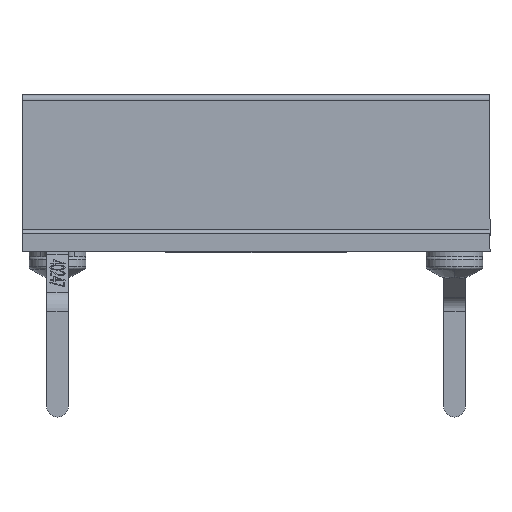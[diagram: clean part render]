
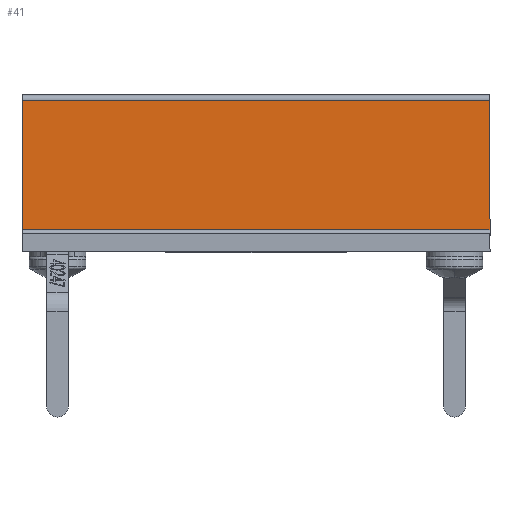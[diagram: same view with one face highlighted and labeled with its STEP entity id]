
A CAD part, front view. The second image highlights one B-rep face of the part: STEP entity #41.
In plain terms, the highlighted planar face has unit normal (0, -1, 0).
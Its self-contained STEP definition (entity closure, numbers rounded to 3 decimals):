
#8 = LINE ( 'NONE', #3232, #2827 ) ;
#41 = ADVANCED_FACE ( 'NONE', ( #3356 ), #13297, .F. ) ;
#367 = ORIENTED_EDGE ( 'NONE', *, *, #12678, .F. ) ;
#816 = AXIS2_PLACEMENT_3D ( 'NONE', #2760, #4233, #10045 ) ;
#1147 = EDGE_LOOP ( 'NONE', ( #367, #4218, #8722, #1849 ) ) ;
#1503 = LINE ( 'NONE', #1595, #7221 ) ;
#1595 = CARTESIAN_POINT ( 'NONE',  ( 16.47, -11.095, 1.52 ) ) ;
#1694 = VECTOR ( 'NONE', #13638, 1000. ) ;
#1849 = ORIENTED_EDGE ( 'NONE', *, *, #11560, .F. ) ;
#1854 = VERTEX_POINT ( 'NONE', #11075 ) ;
#1907 = VERTEX_POINT ( 'NONE', #9013 ) ;
#2676 = DIRECTION ( 'NONE',  ( 0., 0., -1. ) ) ;
#2760 = CARTESIAN_POINT ( 'NONE',  ( 152.4, -11.095, 1.52 ) ) ;
#2827 = VECTOR ( 'NONE', #4324, 1000. ) ;
#3232 = CARTESIAN_POINT ( 'NONE',  ( 152.4, -11.095, 10.619 ) ) ;
#3311 = CARTESIAN_POINT ( 'NONE',  ( 16.47, -11.095, 1.52 ) ) ;
#3356 = FACE_OUTER_BOUND ( 'NONE', #1147, .T. ) ;
#4218 = ORIENTED_EDGE ( 'NONE', *, *, #12921, .T. ) ;
#4233 = DIRECTION ( 'NONE',  ( 0., 1., 0. ) ) ;
#4297 = CARTESIAN_POINT ( 'NONE',  ( 152.4, -11.095, 1.52 ) ) ;
#4324 = DIRECTION ( 'NONE',  ( -1., 0., 0. ) ) ;
#4553 = LINE ( 'NONE', #12580, #1694 ) ;
#6158 = VERTEX_POINT ( 'NONE', #3311 ) ;
#6403 = VECTOR ( 'NONE', #7526, 1000. ) ;
#6461 = CARTESIAN_POINT ( 'NONE',  ( -16.47, -11.095, 1.52 ) ) ;
#7221 = VECTOR ( 'NONE', #2676, 1000. ) ;
#7526 = DIRECTION ( 'NONE',  ( -1., 0., 0. ) ) ;
#8722 = ORIENTED_EDGE ( 'NONE', *, *, #11412, .F. ) ;
#9013 = CARTESIAN_POINT ( 'NONE',  ( -16.47, -11.095, 10.619 ) ) ;
#9243 = LINE ( 'NONE', #4297, #6403 ) ;
#10045 = DIRECTION ( 'NONE',  ( 0., 0., 1. ) ) ;
#11075 = CARTESIAN_POINT ( 'NONE',  ( 16.47, -11.095, 10.619 ) ) ;
#11412 = EDGE_CURVE ( 'NONE', #11547, #1907, #4553, .T. ) ;
#11547 = VERTEX_POINT ( 'NONE', #6461 ) ;
#11560 = EDGE_CURVE ( 'NONE', #6158, #11547, #9243, .T. ) ;
#12580 = CARTESIAN_POINT ( 'NONE',  ( -16.47, -11.095, 1.52 ) ) ;
#12678 = EDGE_CURVE ( 'NONE', #1854, #6158, #1503, .T. ) ;
#12921 = EDGE_CURVE ( 'NONE', #1854, #1907, #8, .T. ) ;
#13297 = PLANE ( 'NONE',  #816 ) ;
#13638 = DIRECTION ( 'NONE',  ( 0., 0., 1. ) ) ;
